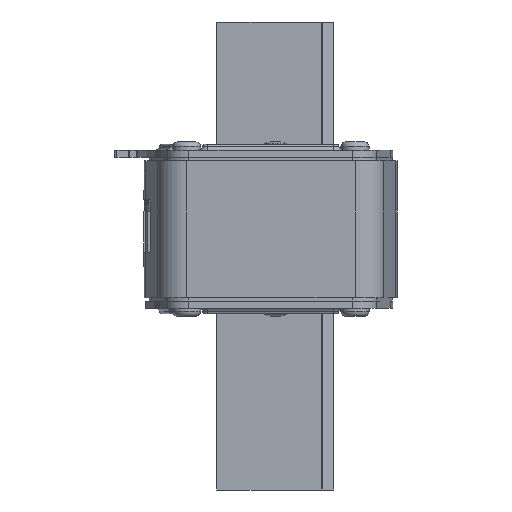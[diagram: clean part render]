
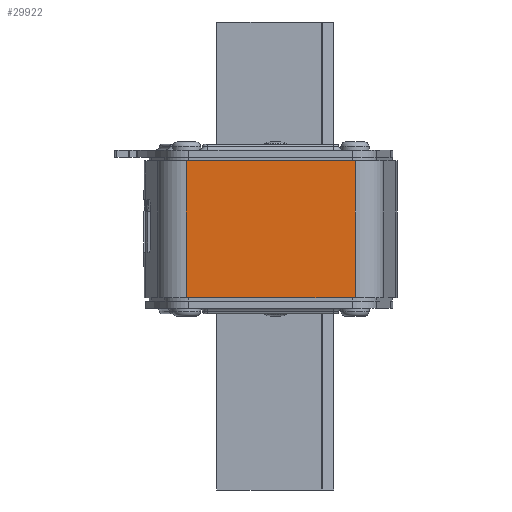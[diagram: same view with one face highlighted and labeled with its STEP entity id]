
A CAD part, left-side view. The second image highlights one B-rep face of the part: STEP entity #29922.
In plain terms, the highlighted planar face has unit normal (-1, 0, 0).
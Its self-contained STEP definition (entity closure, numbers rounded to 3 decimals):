
#28641=DIRECTION('',(0.,1.,0.));
#28642=VECTOR('',#28641,72.166);
#28643=CARTESIAN_POINT('',(-47.5,-36.083,29.25));
#28644=LINE('',#28643,#28642);
#28655=DIRECTION('',(0.,0.,-1.));
#28656=VECTOR('',#28655,58.5);
#28657=CARTESIAN_POINT('',(-47.5,36.083,29.25));
#28658=LINE('',#28657,#28656);
#28738=DIRECTION('',(0.,1.,0.));
#28739=VECTOR('',#28738,72.166);
#28740=CARTESIAN_POINT('',(-47.5,-36.083,-29.25));
#28741=LINE('',#28740,#28739);
#28745=DIRECTION('',(0.,0.,1.));
#28746=VECTOR('',#28745,58.5);
#28747=CARTESIAN_POINT('',(-47.5,-36.083,-29.25));
#28748=LINE('',#28747,#28746);
#29631=CARTESIAN_POINT('',(-47.5,36.083,29.25));
#29633=VERTEX_POINT('',#29631);
#29653=CARTESIAN_POINT('',(-47.5,-36.083,29.25));
#29654=VERTEX_POINT('',#29653);
#29656=CARTESIAN_POINT('',(-47.5,36.083,-29.25));
#29658=VERTEX_POINT('',#29656);
#29659=CARTESIAN_POINT('',(-47.5,-36.083,-29.25));
#29660=VERTEX_POINT('',#29659);
#29910=CARTESIAN_POINT('',(-47.5,46.406,29.25));
#29911=DIRECTION('',(-1.,0.,0.));
#29912=DIRECTION('',(0.,-1.,0.));
#29913=AXIS2_PLACEMENT_3D('',#29910,#29911,#29912);
#29914=PLANE('',#29913);
#29915=ORIENTED_EDGE('',*,*,#29864,.F.);
#29916=ORIENTED_EDGE('',*,*,#29849,.F.);
#29918=ORIENTED_EDGE('',*,*,#29917,.F.);
#29919=ORIENTED_EDGE('',*,*,#29875,.T.);
#29920=EDGE_LOOP('',(#29915,#29916,#29918,#29919));
#29921=FACE_OUTER_BOUND('',#29920,.F.);
#29849=EDGE_CURVE('',#29654,#29633,#28644,.T.);
#29864=EDGE_CURVE('',#29633,#29658,#28658,.T.);
#29875=EDGE_CURVE('',#29660,#29658,#28741,.T.);
#29917=EDGE_CURVE('',#29660,#29654,#28748,.T.);
#29922=ADVANCED_FACE('',(#29921),#29914,.T.);
